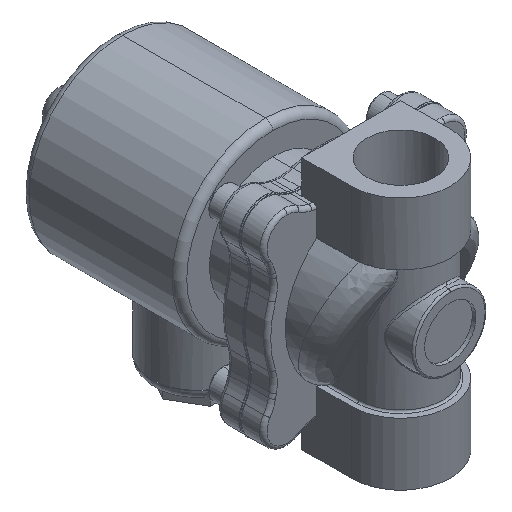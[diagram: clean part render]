
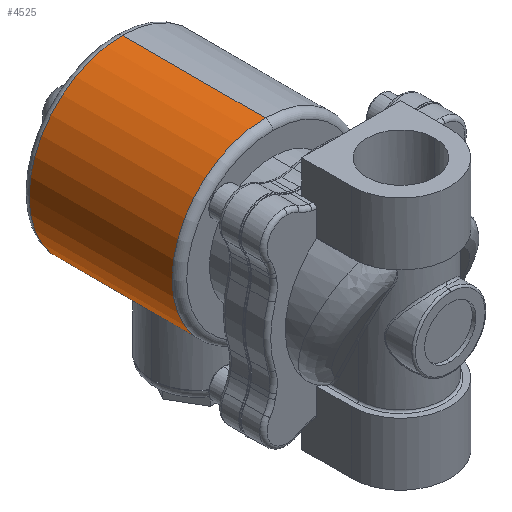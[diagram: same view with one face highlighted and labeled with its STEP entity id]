
A CAD part, isometric view. The second image highlights one B-rep face of the part: STEP entity #4525.
In plain terms, the highlighted cylindrical face has radius 25.4 mm (diameter 50.8 mm), a partial arc.
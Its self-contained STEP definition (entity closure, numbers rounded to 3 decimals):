
#102 = CARTESIAN_POINT ( 'NONE',  ( -4.074, 78.825, -25.074 ) ) ;
#132 = CARTESIAN_POINT ( 'NONE',  ( -12.17, 64.116, -22.295 ) ) ;
#216 = CARTESIAN_POINT ( 'NONE',  ( -9.136, 75.541, -23.702 ) ) ;
#244 = CARTESIAN_POINT ( 'NONE',  ( -4.068, 55.173, -25.075 ) ) ;
#391 = CARTESIAN_POINT ( 'NONE',  ( -12.5, 67., -22.111 ) ) ;
#457 = CARTESIAN_POINT ( 'NONE',  ( 0., 79.5, -25.4 ) ) ;
#607 = CARTESIAN_POINT ( 'NONE',  ( 0., 89.5, -25.4 ) ) ;
#964 = CARTESIAN_POINT ( 'NONE',  ( 0., 87.5, 0. ) ) ;
#1002 = CARTESIAN_POINT ( 'NONE',  ( -1.651, 54.582, -25.36 ) ) ;
#1079 = CARTESIAN_POINT ( 'NONE',  ( -11.689, 71.448, -22.551 ) ) ;
#1094 = ORIENTED_EDGE ( 'NONE', *, *, #2502, .T. ) ;
#1140 = CARTESIAN_POINT ( 'NONE',  ( -12.5, 67.832, -22.111 ) ) ;
#1168 = CARTESIAN_POINT ( 'NONE',  ( -6.283, 56.186, -24.613 ) ) ;
#1248 = CARTESIAN_POINT ( 'NONE',  ( -8.272, 76.38, -24.018 ) ) ;
#1620 = AXIS2_PLACEMENT_3D ( 'NONE', #8071, #9004, #10669 ) ;
#1781 = CARTESIAN_POINT ( 'NONE',  ( 0., 54.5, -25.4 ) ) ;
#1919 = DIRECTION ( 'NONE',  ( 0., -1., 0. ) ) ;
#1924 = EDGE_LOOP ( 'NONE', ( #8115, #6525, #10838, #1094, #2505, #6884, #6077 ) ) ;
#1925 = CARTESIAN_POINT ( 'NONE',  ( -8.268, 57.591, -24.024 ) ) ;
#2033 = CARTESIAN_POINT ( 'NONE',  ( -9.389, 58.738, -23.602 ) ) ;
#2090 = CARTESIAN_POINT ( 'NONE',  ( -9.904, 59.363, -23.391 ) ) ;
#2394 = LINE ( 'NONE', #607, #4597 ) ;
#2502 = EDGE_CURVE ( 'NONE', #3594, #2576, #10554, .T. ) ;
#2505 = ORIENTED_EDGE ( 'NONE', *, *, #8375, .T. ) ;
#2540 = CIRCLE ( 'NONE', #1620, 25.4 ) ;
#2576 = VERTEX_POINT ( 'NONE', #391 ) ;
#2682 = CARTESIAN_POINT ( 'NONE',  ( 0., 89.5, 25.4 ) ) ;
#2744 = CARTESIAN_POINT ( 'NONE',  ( -2.876, 54.828, -25.24 ) ) ;
#2859 = VERTEX_POINT ( 'NONE', #3829 ) ;
#2895 = EDGE_CURVE ( 'NONE', #3691, #6054, #2540, .T. ) ;
#2957 = CARTESIAN_POINT ( 'NONE',  ( -10.147, 59.689, -23.286 ) ) ;
#3044 = CARTESIAN_POINT ( 'NONE',  ( -11.219, 72.572, -22.791 ) ) ;
#3479 = AXIS2_PLACEMENT_3D ( 'NONE', #964, #5986, #8682 ) ;
#3515 = CARTESIAN_POINT ( 'NONE',  ( 0., 48.5, 25.4 ) ) ;
#3594 = VERTEX_POINT ( 'NONE', #457 ) ;
#3633 = CARTESIAN_POINT ( 'NONE',  ( -3.28, 79.069, -25.191 ) ) ;
#3691 = VERTEX_POINT ( 'NONE', #6717 ) ;
#3699 = EDGE_CURVE ( 'NONE', #2859, #3594, #2394, .T. ) ;
#3717 = CARTESIAN_POINT ( 'NONE',  ( -7.648, 57.079, -24.231 ) ) ;
#3829 = CARTESIAN_POINT ( 'NONE',  ( 0., 87.5, -25.4 ) ) ;
#4082 = CARTESIAN_POINT ( 'NONE',  ( 0., 89.5, 0. ) ) ;
#4222 = CARTESIAN_POINT ( 'NONE',  ( 0., 87.5, 25.4 ) ) ;
#4357 = LINE ( 'NONE', #2682, #7800 ) ;
#4525 = ADVANCED_FACE ( 'NONE', ( #5820 ), #6552, .T. ) ;
#4587 = CARTESIAN_POINT ( 'NONE',  ( -11.685, 62.541, -22.553 ) ) ;
#4597 = VECTOR ( 'NONE', #10442, 1000. ) ;
#4639 = CARTESIAN_POINT ( 'NONE',  ( -10.824, 60.695, -22.984 ) ) ;
#4786 = CARTESIAN_POINT ( 'NONE',  ( -9.405, 75.244, -23.596 ) ) ;
#5020 = DIRECTION ( 'NONE',  ( 0., -1., 0. ) ) ;
#5329 = CIRCLE ( 'NONE', #3479, 25.4 ) ;
#5404 = CARTESIAN_POINT ( 'NONE',  ( -4.452, 55.313, -25.01 ) ) ;
#5448 = LINE ( 'NONE', #7233, #8921 ) ;
#5509 = CARTESIAN_POINT ( 'NONE',  ( -12.479, 66.163, -22.123 ) ) ;
#5536 = CARTESIAN_POINT ( 'NONE',  ( -11.828, 71.063, -22.478 ) ) ;
#5620 = VERTEX_POINT ( 'NONE', #1781 ) ;
#5643 = CARTESIAN_POINT ( 'NONE',  ( -5.596, 78.207, -24.788 ) ) ;
#5820 = FACE_OUTER_BOUND ( 'NONE', #1924, .T. ) ;
#5940 = EDGE_CURVE ( 'NONE', #6565, #2859, #5329, .T. ) ;
#5986 = DIRECTION ( 'NONE',  ( 0., -1., 0. ) ) ;
#6054 = VERTEX_POINT ( 'NONE', #3515 ) ;
#6077 = ORIENTED_EDGE ( 'NONE', *, *, #2895, .T. ) ;
#6254 = CARTESIAN_POINT ( 'NONE',  ( -3.282, 54.931, -25.19 ) ) ;
#6282 = CARTESIAN_POINT ( 'NONE',  ( -1.666, 79.416, -25.358 ) ) ;
#6362 = CARTESIAN_POINT ( 'NONE',  ( 0., 54.5, -25.4 ) ) ;
#6417 = CARTESIAN_POINT ( 'NONE',  ( -12.395, 65.333, -22.17 ) ) ;
#6472 = CARTESIAN_POINT ( 'NONE',  ( -11.826, 62.931, -22.479 ) ) ;
#6525 = ORIENTED_EDGE ( 'NONE', *, *, #5940, .T. ) ;
#6552 = CYLINDRICAL_SURFACE ( 'NONE', #8132, 25.4 ) ;
#6554 = CARTESIAN_POINT ( 'NONE',  ( -12.071, 70.273, -22.349 ) ) ;
#6565 = VERTEX_POINT ( 'NONE', #4222 ) ;
#6717 = CARTESIAN_POINT ( 'NONE',  ( 0., 48.5, -25.4 ) ) ;
#6884 = ORIENTED_EDGE ( 'NONE', *, *, #10122, .T. ) ;
#7161 = CARTESIAN_POINT ( 'NONE',  ( -4.463, 78.683, -25.008 ) ) ;
#7186 = CARTESIAN_POINT ( 'NONE',  ( -12.5, 66.585, -22.111 ) ) ;
#7233 = CARTESIAN_POINT ( 'NONE',  ( 0., 89.5, -25.4 ) ) ;
#7242 = CARTESIAN_POINT ( 'NONE',  ( -0.829, 54.5, -25.4 ) ) ;
#7356 = CARTESIAN_POINT ( 'NONE',  ( -12.333, 64.923, -22.205 ) ) ;
#7558 = DIRECTION ( 'NONE',  ( 0., 0., -1. ) ) ;
#7800 = VECTOR ( 'NONE', #11434, 1000. ) ;
#7843 = CARTESIAN_POINT ( 'NONE',  ( -12.5, 67., -22.111 ) ) ;
#8042 = CARTESIAN_POINT ( 'NONE',  ( -2.879, 79.171, -25.24 ) ) ;
#8071 = CARTESIAN_POINT ( 'NONE',  ( 0., 48.5, 0. ) ) ;
#8115 = ORIENTED_EDGE ( 'NONE', *, *, #9983, .F. ) ;
#8132 = AXIS2_PLACEMENT_3D ( 'NONE', #4082, #5020, #7558 ) ;
#8232 = CARTESIAN_POINT ( 'NONE',  ( -9.119, 58.441, -23.709 ) ) ;
#8375 = EDGE_CURVE ( 'NONE', #2576, #5620, #11212, .T. ) ;
#8682 = DIRECTION ( 'NONE',  ( 0., 0., 1. ) ) ;
#8921 = VECTOR ( 'NONE', #1919, 1000. ) ;
#9002 = CARTESIAN_POINT ( 'NONE',  ( -6.633, 56.397, -24.521 ) ) ;
#9004 = DIRECTION ( 'NONE',  ( 0., 1., 0. ) ) ;
#9031 = CARTESIAN_POINT ( 'NONE',  ( -7.322, 77.139, -24.324 ) ) ;
#9058 = CARTESIAN_POINT ( 'NONE',  ( -12.068, 63.717, -22.35 ) ) ;
#9090 = CARTESIAN_POINT ( 'NONE',  ( -9.917, 74.62, -23.386 ) ) ;
#9262 = CARTESIAN_POINT ( 'NONE',  ( -7.65, 76.894, -24.223 ) ) ;
#9894 = CARTESIAN_POINT ( 'NONE',  ( -6.31, 77.821, -24.614 ) ) ;
#9972 = CARTESIAN_POINT ( 'NONE',  ( -11.209, 61.406, -22.796 ) ) ;
#9983 = EDGE_CURVE ( 'NONE', #6565, #6054, #4357, .T. ) ;
#10032 = CARTESIAN_POINT ( 'NONE',  ( -5.568, 55.801, -24.785 ) ) ;
#10061 = CARTESIAN_POINT ( 'NONE',  ( -8.569, 76.109, -23.913 ) ) ;
#10115 = CARTESIAN_POINT ( 'NONE',  ( -12.418, 68.653, -22.158 ) ) ;
#10122 = EDGE_CURVE ( 'NONE', #5620, #3691, #5448, .T. ) ;
#10442 = DIRECTION ( 'NONE',  ( 0., -1., 0. ) ) ;
#10554 = B_SPLINE_CURVE_WITH_KNOTS ( 'NONE', 3,
 ( #10699, #10589, #6282, #8042, #3633, #102, #7161, #5643, #9894, #9031, #9262, #1248, #10061, #216, #4786, #9090, #10753, #10806, #3044, #1079, #5536, #6554, #10982, #10115, #1140, #10924 ),
 .UNSPECIFIED., .F., .F.,
 ( 4, 2, 2, 2, 2, 2, 2, 2, 2, 2, 2, 2, 4 ),
 ( 0., 0.002, 0.004, 0.005, 0.007, 0.009, 0.01, 0.011, 0.012, 0.015, 0.016, 0.017, 0.02 ),
 .UNSPECIFIED. ) ;
#10589 = CARTESIAN_POINT ( 'NONE',  ( -0.841, 79.5, -25.4 ) ) ;
#10669 = DIRECTION ( 'NONE',  ( 0., 0., 1. ) ) ;
#10699 = CARTESIAN_POINT ( 'NONE',  ( 0., 79.5, -25.4 ) ) ;
#10727 = CARTESIAN_POINT ( 'NONE',  ( -5.202, 55.627, -24.865 ) ) ;
#10753 = CARTESIAN_POINT ( 'NONE',  ( -10.16, 74.293, -23.281 ) ) ;
#10806 = CARTESIAN_POINT ( 'NONE',  ( -10.837, 73.283, -22.978 ) ) ;
#10838 = ORIENTED_EDGE ( 'NONE', *, *, #3699, .T. ) ;
#10924 = CARTESIAN_POINT ( 'NONE',  ( -12.5, 67., -22.111 ) ) ;
#10982 = CARTESIAN_POINT ( 'NONE',  ( -12.174, 69.868, -22.293 ) ) ;
#11212 = B_SPLINE_CURVE_WITH_KNOTS ( 'NONE', 3,
 ( #7843, #7186, #5509, #6417, #7356, #132, #9058, #6472, #4587, #9972, #4639, #2957, #2090, #2033, #8232, #1925, #3717, #9002, #1168, #10032, #10727, #5404, #244, #6254, #2744, #1002, #7242, #6362 ),
 .UNSPECIFIED., .F., .F.,
 ( 4, 2, 2, 2, 2, 2, 2, 2, 2, 2, 2, 2, 2, 4 ),
 ( 0.02, 0.021, 0.022, 0.024, 0.025, 0.027, 0.029, 0.03, 0.032, 0.034, 0.035, 0.036, 0.037, 0.04 ),
 .UNSPECIFIED. ) ;
#11434 = DIRECTION ( 'NONE',  ( 0., -1., 0. ) ) ;
